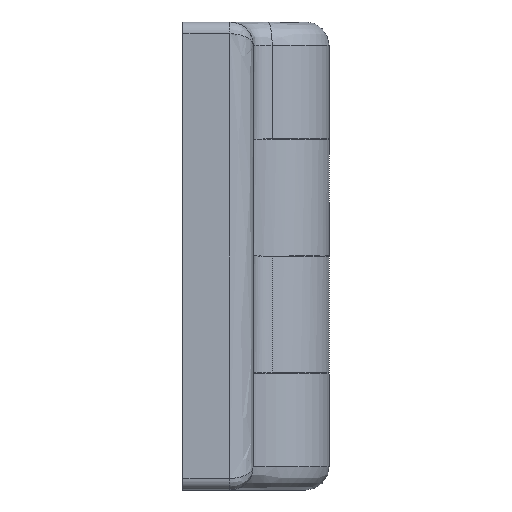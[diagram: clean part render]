
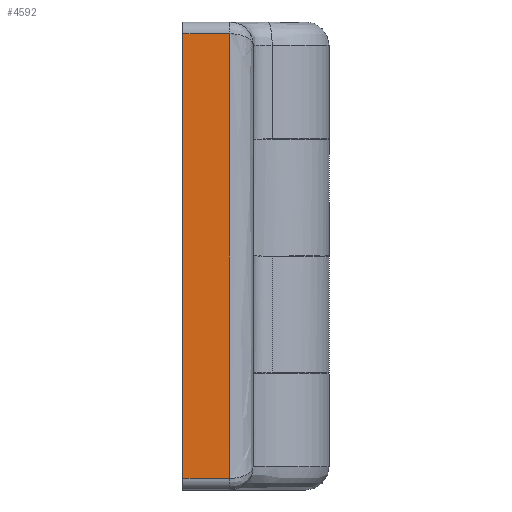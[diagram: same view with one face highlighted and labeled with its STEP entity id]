
A CAD part, left-side view. The second image highlights one B-rep face of the part: STEP entity #4592.
In plain terms, the highlighted free-form (B-spline) face has degree [1, 1] with [2, 2] control points.
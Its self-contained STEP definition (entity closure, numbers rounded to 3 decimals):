
#3457=CARTESIAN_POINT('',(30.0,2.5,1.0));
#3458=VERTEX_POINT('',#3457);
#3503=CARTESIAN_POINT('',(30.0,2.5,39.0));
#3504=VERTEX_POINT('',#3503);
#3528=CARTESIAN_POINT('',(30.0,2.5,39.0));
#3529=CARTESIAN_POINT('',(30.0,2.5,1.0));
#3530=QUASI_UNIFORM_CURVE('',1,(#3528,#3529),.UNSPECIFIED.,.F.,.U.);
#3531=EDGE_CURVE('',#3504,#3458,#3530,.T.);
#3816=CARTESIAN_POINT('',(30.0,6.5,39.0));
#3817=VERTEX_POINT('',#3816);
#3818=CARTESIAN_POINT('',(30.0,6.5,39.0));
#3819=CARTESIAN_POINT('',(30.0,2.5,39.0));
#3820=QUASI_UNIFORM_CURVE('',1,(#3818,#3819),.UNSPECIFIED.,.F.,.U.);
#3821=EDGE_CURVE('',#3817,#3504,#3820,.T.);
#3853=CARTESIAN_POINT('',(30.0,6.5,1.0));
#3854=VERTEX_POINT('',#3853);
#3855=CARTESIAN_POINT('',(30.0,2.5,1.0));
#3856=CARTESIAN_POINT('',(30.0,6.5,1.0));
#3857=QUASI_UNIFORM_CURVE('',1,(#3855,#3856),.UNSPECIFIED.,.F.,.U.);
#3858=EDGE_CURVE('',#3458,#3854,#3857,.T.);
#4577=CARTESIAN_POINT('',(30.0,2.3,40.898));
#4578=CARTESIAN_POINT('',(30.0,2.3,-0.898));
#4579=CARTESIAN_POINT('',(30.0,6.7,40.898));
#4580=CARTESIAN_POINT('',(30.0,6.7,-0.898));
#4581=B_SPLINE_SURFACE_WITH_KNOTS('',1,1,((#4577,#4579),(#4578,#4580)),.UNSPECIFIED.,.F.,.F.,.U.,(2,2),(2,2),(0.0,41.796),(0.0,4.4),.UNSPECIFIED.);
#4582=ORIENTED_EDGE('',*,*,#3821,.T.);
#4583=ORIENTED_EDGE('',*,*,#3531,.T.);
#4584=ORIENTED_EDGE('',*,*,#3858,.T.);
#4585=CARTESIAN_POINT('',(30.0,6.5,39.0));
#4586=CARTESIAN_POINT('',(30.0,6.5,1.0));
#4587=QUASI_UNIFORM_CURVE('',1,(#4585,#4586),.UNSPECIFIED.,.F.,.U.);
#4588=EDGE_CURVE('',#3817,#3854,#4587,.T.);
#4589=ORIENTED_EDGE('',*,*,#4588,.F.);
#4590=EDGE_LOOP('',(#4582,#4583,#4584,#4589));
#4591=FACE_OUTER_BOUND('',#4590,.T.);
#4592=ADVANCED_FACE('',(#4591),#4581,.T.);
